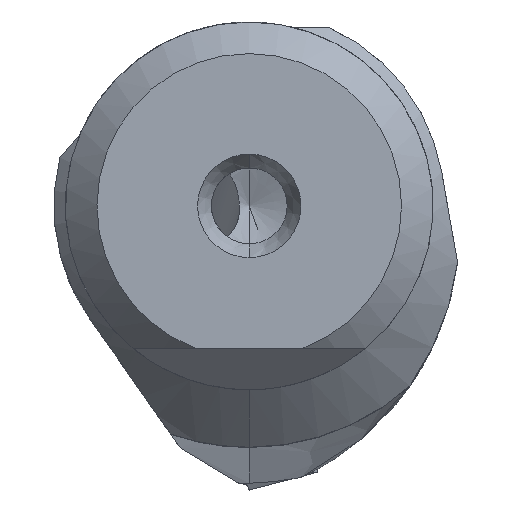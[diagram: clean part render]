
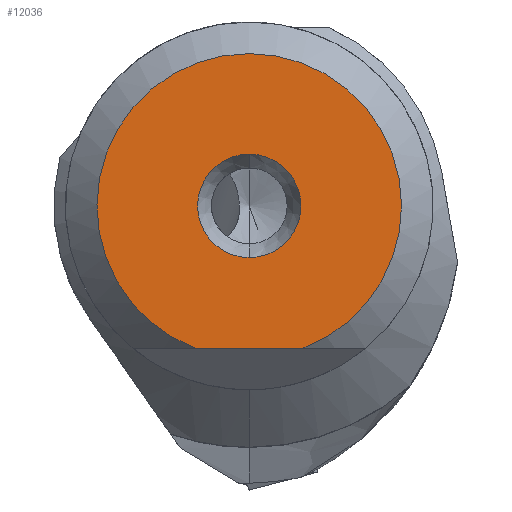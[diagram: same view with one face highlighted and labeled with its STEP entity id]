
A CAD part, left-side view. The second image highlights one B-rep face of the part: STEP entity #12036.
In plain terms, the highlighted planar face has unit normal (-1, 0, 0).
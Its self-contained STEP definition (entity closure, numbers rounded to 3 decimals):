
#493 = VERTEX_POINT ( 'NONE', #20122 ) ;
#529 = VERTEX_POINT ( 'NONE', #2828 ) ;
#1261 = CARTESIAN_POINT ( 'NONE',  ( 0., -2.335, -6.2 ) ) ;
#1505 = DIRECTION ( 'NONE',  ( 0., 0., 1. ) ) ;
#1712 = CIRCLE ( 'NONE', #28852, 2.25 ) ;
#2828 = CARTESIAN_POINT ( 'NONE',  ( 0., 0., -2.25 ) ) ;
#2834 = ORIENTED_EDGE ( 'NONE', *, *, #23134, .F. ) ;
#4842 = DIRECTION ( 'NONE',  ( 0., 0., -1. ) ) ;
#5724 = AXIS2_PLACEMENT_3D ( 'NONE', #26374, #8218, #1505 ) ;
#6856 = ORIENTED_EDGE ( 'NONE', *, *, #19313, .T. ) ;
#7369 = FACE_OUTER_BOUND ( 'NONE', #18951, .T. ) ;
#7941 = DIRECTION ( 'NONE',  ( -1., 0., 0. ) ) ;
#8218 = DIRECTION ( 'NONE',  ( -1., 0., 0. ) ) ;
#8489 = DIRECTION ( 'NONE',  ( 0., 0., 1. ) ) ;
#8696 = CARTESIAN_POINT ( 'NONE',  ( 0., 2.25, -6.2 ) ) ;
#9318 = DIRECTION ( 'NONE',  ( 1., 0., 0. ) ) ;
#9613 = CIRCLE ( 'NONE', #13412, 2.25 ) ;
#10192 = CARTESIAN_POINT ( 'NONE',  ( 0., 0., 0. ) ) ;
#10456 = VERTEX_POINT ( 'NONE', #20063 ) ;
#10888 = EDGE_CURVE ( 'NONE', #10456, #529, #1712, .T. ) ;
#11396 = ORIENTED_EDGE ( 'NONE', *, *, #18028, .T. ) ;
#12036 = ADVANCED_FACE ( 'NONE', ( #14515, #7369 ), #14066, .F. ) ;
#12723 = VERTEX_POINT ( 'NONE', #1261 ) ;
#13412 = AXIS2_PLACEMENT_3D ( 'NONE', #24120, #15191, #8489 ) ;
#13959 = ORIENTED_EDGE ( 'NONE', *, *, #10888, .F. ) ;
#14066 = PLANE ( 'NONE',  #29145 ) ;
#14515 = FACE_BOUND ( 'NONE', #18554, .T. ) ;
#15191 = DIRECTION ( 'NONE',  ( -1., 0., 0. ) ) ;
#18028 = EDGE_CURVE ( 'NONE', #493, #12723, #28951, .T. ) ;
#18554 = EDGE_LOOP ( 'NONE', ( #13959, #2834 ) ) ;
#18556 = CIRCLE ( 'NONE', #5724, 6.625 ) ;
#18951 = EDGE_LOOP ( 'NONE', ( #6856, #11396 ) ) ;
#19313 = EDGE_CURVE ( 'NONE', #12723, #493, #18556, .T. ) ;
#19698 = DIRECTION ( 'NONE',  ( 0., 0., 1. ) ) ;
#20063 = CARTESIAN_POINT ( 'NONE',  ( 0., 0., 2.25 ) ) ;
#20122 = CARTESIAN_POINT ( 'NONE',  ( 0., 2.335, -6.2 ) ) ;
#23134 = EDGE_CURVE ( 'NONE', #529, #10456, #9613, .T. ) ;
#23589 = CARTESIAN_POINT ( 'NONE',  ( 0., 2.25, 0. ) ) ;
#24120 = CARTESIAN_POINT ( 'NONE',  ( 0., 0., 0. ) ) ;
#24900 = DIRECTION ( 'NONE',  ( 0., -1., 0. ) ) ;
#26374 = CARTESIAN_POINT ( 'NONE',  ( 0., 0., 0. ) ) ;
#26625 = VECTOR ( 'NONE', #24900, 1000. ) ;
#28852 = AXIS2_PLACEMENT_3D ( 'NONE', #10192, #7941, #19698 ) ;
#28951 = LINE ( 'NONE', #8696, #26625 ) ;
#29145 = AXIS2_PLACEMENT_3D ( 'NONE', #23589, #9318, #4842 ) ;
